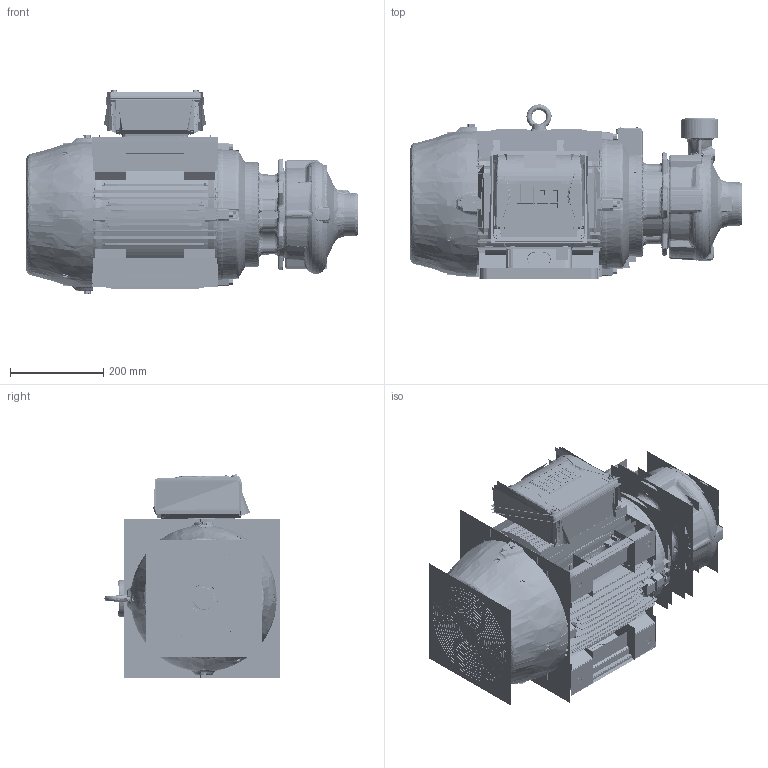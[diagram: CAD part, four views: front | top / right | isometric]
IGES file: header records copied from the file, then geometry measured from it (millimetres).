
Start section:  PTC IGES file: 87131822-00_asm.igs
Global section: file name: 87131822-00_asm.igs; native system: Creo Parametric by PTC Inc.; preprocessor: 2019224; author: santl04; organization: Unknown; date: 20210127.140039; units: millimetre
Bounding box: 712.1 x 375.7 x 438.66 mm (x, y, z)
Surface area: 37939112 mm2
Topology: 10 solids, 31 shells, 16891 faces, 98102 edges, 131752 vertices
Faces by surface type: bspline 10606, revolution 3221, extrusion 3064
